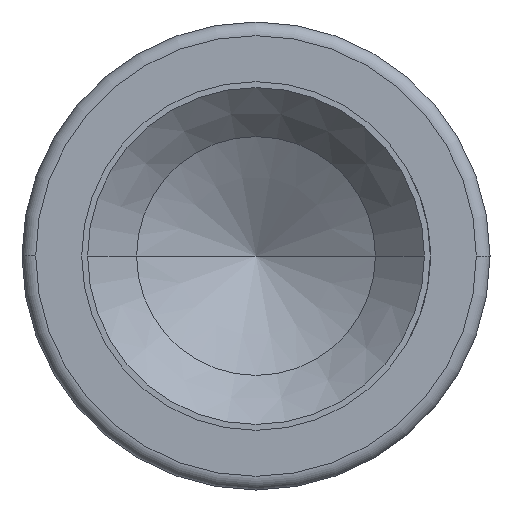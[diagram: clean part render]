
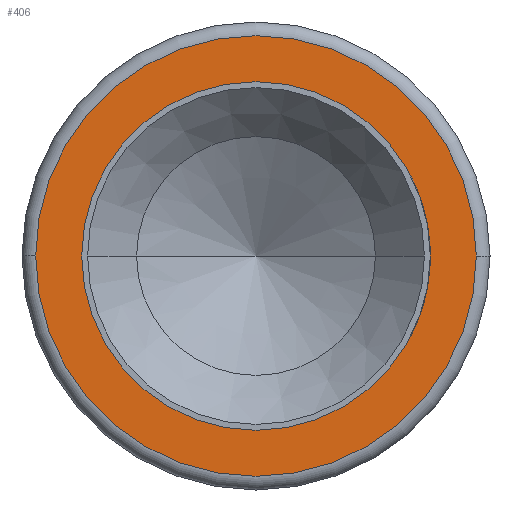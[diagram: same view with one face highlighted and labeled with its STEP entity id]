
A CAD part, front view. The second image highlights one B-rep face of the part: STEP entity #406.
In plain terms, the highlighted planar face has unit normal (0, -1, 0).
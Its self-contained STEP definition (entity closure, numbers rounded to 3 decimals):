
#1=CARTESIAN_POINT('',(0.,0.,0.));
#2=DIRECTION('',(0.,-1.,0.));
#3=DIRECTION('',(1.,0.,0.));
#4=AXIS2_PLACEMENT_3D('',#1,#2,#3);
#16=CARTESIAN_POINT('',(0.,0.,0.));
#17=DIRECTION('',(0.,-1.,0.));
#18=DIRECTION('',(-1.,0.,0.));
#19=AXIS2_PLACEMENT_3D('',#16,#17,#18);
#150=CARTESIAN_POINT('',(0.,0.,0.));
#151=DIRECTION('',(0.,1.,0.));
#152=DIRECTION('',(-1.,0.,0.));
#153=AXIS2_PLACEMENT_3D('',#150,#151,#152);
#184=CARTESIAN_POINT('',(0.,0.,0.));
#185=DIRECTION('',(0.,-1.,0.));
#186=DIRECTION('',(-1.,0.,0.));
#187=AXIS2_PLACEMENT_3D('',#184,#185,#186);
#299=CARTESIAN_POINT('',(-0.89,0.,0.));
#301=VERTEX_POINT('',#299);
#303=CARTESIAN_POINT('',(0.89,0.,0.));
#304=VERTEX_POINT('',#303);
#307=CARTESIAN_POINT('',(-1.125,0.,0.));
#308=CARTESIAN_POINT('',(1.125,0.,0.));
#309=VERTEX_POINT('',#307);
#310=VERTEX_POINT('',#308);
#390=CARTESIAN_POINT('',(0.,0.,0.));
#391=DIRECTION('',(0.,1.,0.));
#392=DIRECTION('',(1.,0.,0.));
#393=AXIS2_PLACEMENT_3D('',#390,#391,#392);
#394=PLANE('',#393);
#396=ORIENTED_EDGE('',*,*,#395,.F.);
#397=ORIENTED_EDGE('',*,*,#380,.F.);
#398=EDGE_LOOP('',(#396,#397));
#399=FACE_OUTER_BOUND('',#398,.F.);
#401=ORIENTED_EDGE('',*,*,#400,.F.);
#403=ORIENTED_EDGE('',*,*,#402,.T.);
#404=EDGE_LOOP('',(#401,#403));
#405=FACE_BOUND('',#404,.F.);
#406=ADVANCED_FACE('',(#399,#405),#394,.F.);
#5=CIRCLE('',#4,1.125);
#20=CIRCLE('',#19,1.125);
#154=CIRCLE('',#153,0.89);
#188=CIRCLE('',#187,0.89);
#380=EDGE_CURVE('',#310,#309,#5,.T.);
#395=EDGE_CURVE('',#309,#310,#20,.T.);
#400=EDGE_CURVE('',#301,#304,#154,.T.);
#402=EDGE_CURVE('',#301,#304,#188,.T.);
